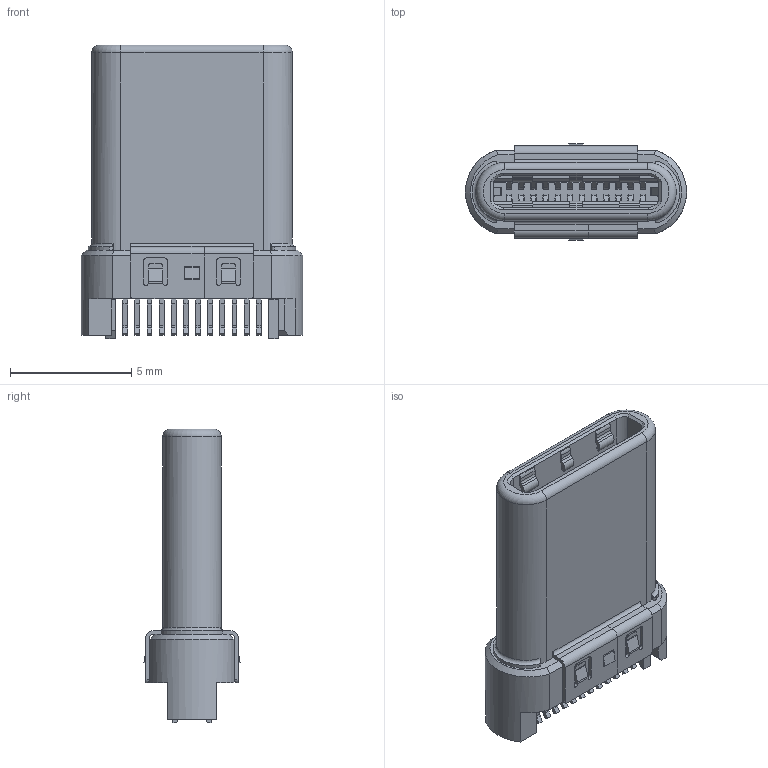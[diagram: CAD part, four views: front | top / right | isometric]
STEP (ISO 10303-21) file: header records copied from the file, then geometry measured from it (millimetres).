
FILE_DESCRIPTION((''),'2;1');
FILE_NAME('10133475','2017-05-12T',('leilq'),('AFCI'),'CREO PARAMETRIC BY PTC INC, 2016130','CREO PARAMETRIC BY PTC INC, 2016130','');
FILE_SCHEMA(('AUTOMOTIVE_DESIGN { 1 0 10303 214 1 1 1 1 }'));
Length unit declared in the file: millimetre
Products named in the file (1): 10133475
Bounding box: 9.1 x 3.96 x 12.1 mm (x, y, z)
Volume: 194.2 mm3; surface area: 476.7 mm2
Topology: 1 solids, 3 shells, 1069 faces, 2848 edges, 1814 vertices
Faces by surface type: plane 654, cylinder 297, bspline 96, torus 10, cone 8, extrusion 4
Entity records: 36491 total; most frequent: CARTESIAN_POINT 10001, ORIENTED_EDGE 5696, DIRECTION 5002, EDGE_CURVE 2848, VECTOR 2048, LINE 2044, VERTEX_POINT 1814, AXIS2_PLACEMENT_3D 1477
